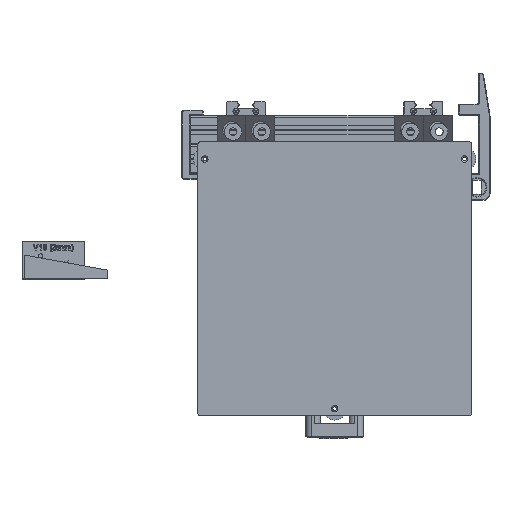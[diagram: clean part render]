
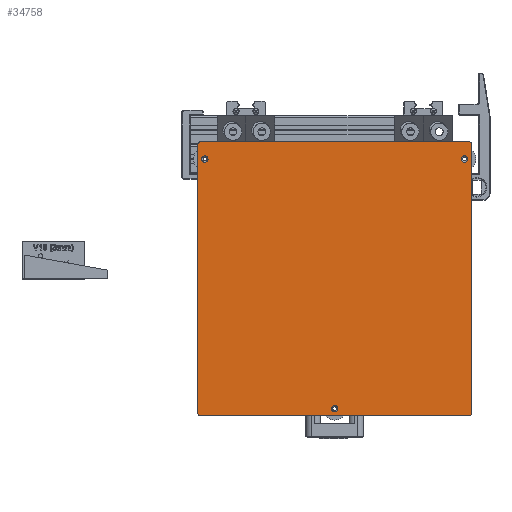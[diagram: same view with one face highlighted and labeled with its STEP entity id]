
A CAD part, top view. The second image highlights one B-rep face of the part: STEP entity #34758.
In plain terms, the highlighted planar face has unit normal (0, 0, 1).
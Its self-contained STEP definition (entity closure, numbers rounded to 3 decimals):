
#2764=FACE_BOUND('',#5852,.T.);
#2765=FACE_BOUND('',#5853,.T.);
#2766=FACE_BOUND('',#5854,.T.);
#2927=PLANE('',#36824);
#3923=FACE_OUTER_BOUND('',#5851,.T.);
#5851=EDGE_LOOP('',(#23959,#23960,#23961,#23962,#23963,#23964,#23965,#23966));
#5852=EDGE_LOOP('',(#23967));
#5853=EDGE_LOOP('',(#23968));
#5854=EDGE_LOOP('',(#23969));
#7923=LINE('',#45983,#11214);
#7929=LINE('',#46010,#11220);
#7939=LINE('',#46045,#11230);
#7940=LINE('',#46047,#11231);
#11214=VECTOR('',#38768,10.);
#11220=VECTOR('',#38794,10.);
#11230=VECTOR('',#38838,10.);
#11231=VECTOR('',#38841,10.);
#14501=CIRCLE('',#36793,2.);
#14509=CIRCLE('',#36804,2.);
#14510=CIRCLE('',#36807,2.);
#14511=CIRCLE('',#36809,2.);
#14512=CIRCLE('',#36811,2.2);
#14514=CIRCLE('',#36815,2.2);
#14516=CIRCLE('',#36819,2.2);
#15064=VERTEX_POINT('',#45970);
#15065=VERTEX_POINT('',#45971);
#15069=VERTEX_POINT('',#45981);
#15078=VERTEX_POINT('',#46003);
#15079=VERTEX_POINT('',#46004);
#15080=VERTEX_POINT('',#46009);
#15081=VERTEX_POINT('',#46013);
#15082=VERTEX_POINT('',#46017);
#15083=VERTEX_POINT('',#46021);
#15085=VERTEX_POINT('',#46029);
#15087=VERTEX_POINT('',#46037);
#18571=EDGE_CURVE('',#15064,#15065,#14501,.T.);
#18577=EDGE_CURVE('',#15064,#15069,#7923,.T.);
#18587=EDGE_CURVE('',#15078,#15079,#14509,.T.);
#18590=EDGE_CURVE('',#15080,#15079,#7929,.T.);
#18592=EDGE_CURVE('',#15080,#15081,#14510,.T.);
#18594=EDGE_CURVE('',#15082,#15069,#14511,.T.);
#18596=EDGE_CURVE('',#15083,#15083,#14512,.T.);
#18600=EDGE_CURVE('',#15085,#15085,#14514,.T.);
#18604=EDGE_CURVE('',#15087,#15087,#14516,.T.);
#18608=EDGE_CURVE('',#15078,#15065,#7939,.T.);
#18609=EDGE_CURVE('',#15082,#15081,#7940,.T.);
#23959=ORIENTED_EDGE('',*,*,#18571,.F.);
#23960=ORIENTED_EDGE('',*,*,#18577,.T.);
#23961=ORIENTED_EDGE('',*,*,#18594,.F.);
#23962=ORIENTED_EDGE('',*,*,#18609,.T.);
#23963=ORIENTED_EDGE('',*,*,#18592,.F.);
#23964=ORIENTED_EDGE('',*,*,#18590,.T.);
#23965=ORIENTED_EDGE('',*,*,#18587,.F.);
#23966=ORIENTED_EDGE('',*,*,#18608,.T.);
#23967=ORIENTED_EDGE('',*,*,#18596,.T.);
#23968=ORIENTED_EDGE('',*,*,#18600,.T.);
#23969=ORIENTED_EDGE('',*,*,#18604,.T.);
#34758=ADVANCED_FACE('',(#3923,#2764,#2765,#2766),#2927,.T.);
#36793=AXIS2_PLACEMENT_3D('',#45972,#38758,#38759);
#36804=AXIS2_PLACEMENT_3D('',#46005,#38788,#38789);
#36807=AXIS2_PLACEMENT_3D('',#46014,#38798,#38799);
#36809=AXIS2_PLACEMENT_3D('',#46018,#38803,#38804);
#36811=AXIS2_PLACEMENT_3D('',#46022,#38808,#38809);
#36815=AXIS2_PLACEMENT_3D('',#46030,#38818,#38819);
#36819=AXIS2_PLACEMENT_3D('',#46038,#38828,#38829);
#36824=AXIS2_PLACEMENT_3D('',#46048,#38842,#38843);
#38758=DIRECTION('center_axis',(0.,0.,-1.));
#38759=DIRECTION('ref_axis',(0.707,0.707,0.));
#38768=DIRECTION('',(-1.,0.,0.));
#38788=DIRECTION('center_axis',(0.,0.,-1.));
#38789=DIRECTION('ref_axis',(0.707,-0.707,0.));
#38794=DIRECTION('',(1.,0.,0.));
#38798=DIRECTION('center_axis',(0.,0.,-1.));
#38799=DIRECTION('ref_axis',(-0.707,-0.707,0.));
#38803=DIRECTION('center_axis',(0.,0.,-1.));
#38804=DIRECTION('ref_axis',(-0.707,0.707,0.));
#38808=DIRECTION('center_axis',(0.,0.,-1.));
#38809=DIRECTION('ref_axis',(1.,0.,0.));
#38818=DIRECTION('center_axis',(0.,0.,-1.));
#38819=DIRECTION('ref_axis',(1.,0.,0.));
#38828=DIRECTION('center_axis',(0.,0.,-1.));
#38829=DIRECTION('ref_axis',(1.,0.,0.));
#38838=DIRECTION('',(0.,1.,0.));
#38841=DIRECTION('',(0.,-1.,0.));
#38842=DIRECTION('center_axis',(0.,0.,1.));
#38843=DIRECTION('ref_axis',(1.,0.,0.));
#45970=CARTESIAN_POINT('',(93.,95.,6.));
#45971=CARTESIAN_POINT('',(95.,93.,6.));
#45972=CARTESIAN_POINT('Origin',(93.,93.,6.));
#45981=CARTESIAN_POINT('',(-93.,95.,6.));
#45983=CARTESIAN_POINT('',(-95.,95.,6.));
#46003=CARTESIAN_POINT('',(95.,-93.,6.));
#46004=CARTESIAN_POINT('',(93.,-95.,6.));
#46005=CARTESIAN_POINT('Origin',(93.,-93.,6.));
#46009=CARTESIAN_POINT('',(-93.,-95.,6.));
#46010=CARTESIAN_POINT('',(95.,-95.,6.));
#46013=CARTESIAN_POINT('',(-95.,-93.,6.));
#46014=CARTESIAN_POINT('Origin',(-93.,-93.,6.));
#46017=CARTESIAN_POINT('',(-95.,93.,6.));
#46018=CARTESIAN_POINT('Origin',(-93.,93.,6.));
#46021=CARTESIAN_POINT('',(87.8,83.,6.));
#46022=CARTESIAN_POINT('Origin',(90.,83.,6.));
#46029=CARTESIAN_POINT('',(-92.2,83.,6.));
#46030=CARTESIAN_POINT('Origin',(-90.,83.,6.));
#46037=CARTESIAN_POINT('',(-2.2,-90.,6.));
#46038=CARTESIAN_POINT('Origin',(0.,-90.,
6.));
#46045=CARTESIAN_POINT('',(95.,95.,6.));
#46047=CARTESIAN_POINT('',(-95.,-95.,6.));
#46048=CARTESIAN_POINT('Origin',(0.,0.,
6.));
